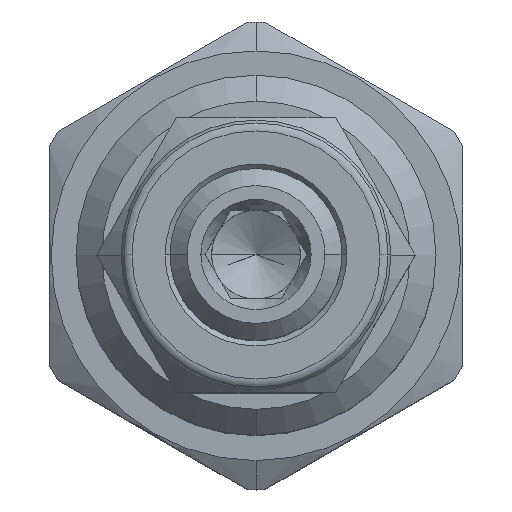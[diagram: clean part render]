
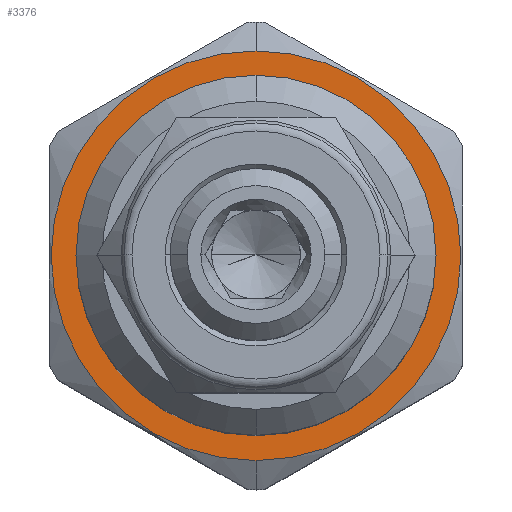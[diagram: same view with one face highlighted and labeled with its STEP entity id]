
A CAD part, top view. The second image highlights one B-rep face of the part: STEP entity #3376.
In plain terms, the highlighted planar face has unit normal (0, 0, 1).
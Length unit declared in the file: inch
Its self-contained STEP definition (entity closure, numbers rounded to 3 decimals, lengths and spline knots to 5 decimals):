
#762=CARTESIAN_POINT('',(0.,0.,2.468));
#763=DIRECTION('',(0.,0.,1.));
#764=DIRECTION('',(0.,-1.,0.));
#765=AXIS2_PLACEMENT_3D('',#762,#763,#764);
#767=CARTESIAN_POINT('',(0.,0.,2.468));
#768=DIRECTION('',(0.,0.,-1.));
#769=DIRECTION('',(0.,-1.,0.));
#770=AXIS2_PLACEMENT_3D('',#767,#768,#769);
#776=CARTESIAN_POINT('',(0.,0.,2.468));
#777=DIRECTION('',(0.,0.,-1.));
#778=DIRECTION('',(0.,-1.,0.));
#779=AXIS2_PLACEMENT_3D('',#776,#777,#778);
#952=CARTESIAN_POINT('',(0.,0.,2.468));
#953=DIRECTION('',(0.,0.,1.));
#954=DIRECTION('',(0.,-1.,0.));
#955=AXIS2_PLACEMENT_3D('',#952,#953,#954);
#2204=CARTESIAN_POINT('',(0.,-0.3715,2.468));
#2206=VERTEX_POINT('',#2204);
#2212=CARTESIAN_POINT('',(0.,0.3715,2.468));
#2214=VERTEX_POINT('',#2212);
#2220=CARTESIAN_POINT('',(0.,-0.3265,2.468));
#2221=CARTESIAN_POINT('',(0.,0.3265,2.468));
#2222=VERTEX_POINT('',#2220);
#2223=VERTEX_POINT('',#2221);
#3361=CARTESIAN_POINT('',(0.,0.,2.468));
#3362=DIRECTION('',(0.,0.,1.));
#3363=DIRECTION('',(0.,-1.,0.));
#3364=AXIS2_PLACEMENT_3D('',#3361,#3362,#3363);
#3365=PLANE('',#3364);
#3367=ORIENTED_EDGE('',*,*,#3366,.T.);
#3369=ORIENTED_EDGE('',*,*,#3368,.F.);
#3370=EDGE_LOOP('',(#3367,#3369));
#3371=FACE_OUTER_BOUND('',#3370,.F.);
#3372=ORIENTED_EDGE('',*,*,#3355,.T.);
#3373=ORIENTED_EDGE('',*,*,#3341,.F.);
#3374=EDGE_LOOP('',(#3372,#3373));
#3375=FACE_BOUND('',#3374,.F.);
#3376=ADVANCED_FACE('',(#3371,#3375),#3365,.T.);
#766=CIRCLE('',#765,0.3265);
#771=CIRCLE('',#770,0.3265);
#780=CIRCLE('',#779,0.3715);
#956=CIRCLE('',#955,0.3715);
#3341=EDGE_CURVE('',#2222,#2223,#771,.T.);
#3355=EDGE_CURVE('',#2222,#2223,#766,.T.);
#3366=EDGE_CURVE('',#2206,#2214,#780,.T.);
#3368=EDGE_CURVE('',#2206,#2214,#956,.T.);
